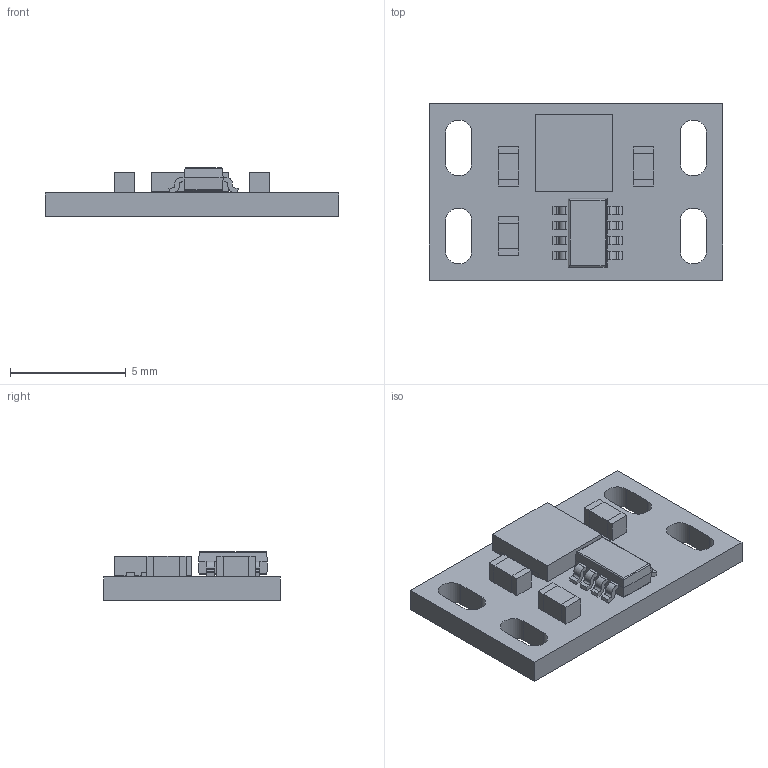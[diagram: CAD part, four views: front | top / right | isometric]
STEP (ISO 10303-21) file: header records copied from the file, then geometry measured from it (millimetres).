
FILE_DESCRIPTION (( 'STEP AP214' ), '1' );
FILE_NAME ('pololu-reverse-voltage-protectors.step', '2024-11-07T19:30:03', ( '' ), ( '' ), 'SwSTEP 2.0', 'SolidWorks 2023', '' );
FILE_SCHEMA (( 'AUTOMOTIVE_DESIGN' ));
Length unit declared in the file: millimetre
Products named in the file (1): pololu-reverse-voltage-protectors
Bounding box: 12.7 x 7.62 x 2.12 mm (x, y, z)
Volume: 107.6 mm3; surface area: 304.9 mm2
Topology: 1 solids, 1 shells, 637 faces, 1760 edges, 1160 vertices
Faces by surface type: plane 421, bspline 168, cylinder 48
Entity records: 33218 total; most frequent: CARTESIAN_POINT 11028, ORIENTED_EDGE 3520, DIRECTION 2418, EDGE_CURVE 1760, LINE 1318, VECTOR 1318, VERTEX_POINT 1160, EDGE_LOOP 702
